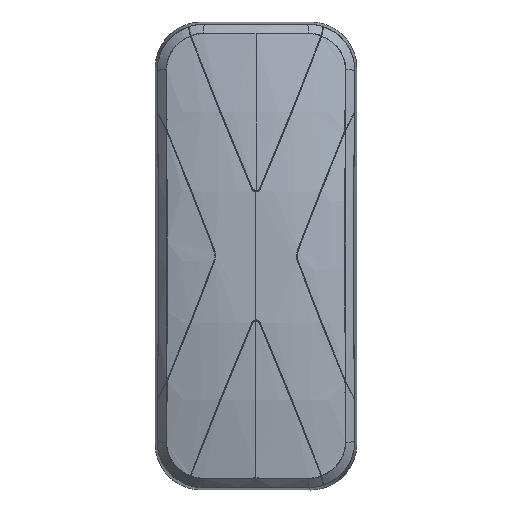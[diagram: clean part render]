
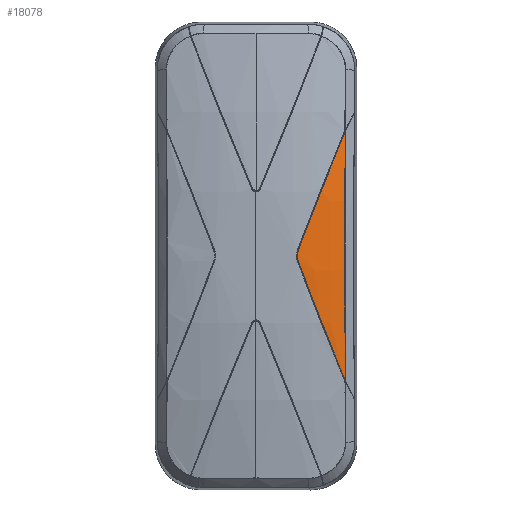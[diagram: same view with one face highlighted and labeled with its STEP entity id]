
A CAD part, top view. The second image highlights one B-rep face of the part: STEP entity #18078.
In plain terms, the highlighted toroidal (fillet/blend) face has major radius 465.589 mm and minor radius 622.923 mm.
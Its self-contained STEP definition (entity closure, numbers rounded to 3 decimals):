
#65 = CARTESIAN_POINT ( 'NONE',  ( 19.414, 2.221, 23.394 ) ) ;
#182 = CARTESIAN_POINT ( 'NONE',  ( 41.231, -57.504, 16.343 ) ) ;
#917 = B_SPLINE_CURVE_WITH_KNOTS ( 'NONE', 3,
 ( #182, #4765, #48729, #36294, #36114, #13962, #1507, #32242, #54111, #9939, #5880, #14132, #54300, #14497 ),
 .UNSPECIFIED., .F., .F.,
 ( 4, 1, 1, 1, 1, 1, 1, 2, 2, 4 ),
 ( 0., 0.25, 0.375, 0.437, 0.469, 0.484, 0.492, 0.496, 0.5, 1. ),
 .UNSPECIFIED. ) ;
#1507 = CARTESIAN_POINT ( 'NONE',  ( 30.59, -31.073, 20.807 ) ) ;
#1878 = EDGE_CURVE ( 'NONE', #49377, #34910, #36326, .T. ) ;
#2296 = DIRECTION ( 'NONE',  ( 0., -1., 0. ) ) ;
#4393 = CARTESIAN_POINT ( 'NONE',  ( 30.074, 29.766, 20.974 ) ) ;
#4765 = CARTESIAN_POINT ( 'NONE',  ( 39.392, -53.023, 17.283 ) ) ;
#4772 = ORIENTED_EDGE ( 'NONE', *, *, #1878, .T. ) ;
#4956 = CARTESIAN_POINT ( 'NONE',  ( 19.414, 2.221, 23.394 ) ) ;
#5880 = CARTESIAN_POINT ( 'NONE',  ( 30.215, -30.124, 20.929 ) ) ;
#6484 = CARTESIAN_POINT ( 'NONE',  ( 19.143, -1.508, 23.43 ) ) ;
#6653 = CARTESIAN_POINT ( 'NONE',  ( 19.047, 0.756, 23.442 ) ) ;
#8107 = CARTESIAN_POINT ( 'NONE',  ( 41.041, -28.939, 18.456 ) ) ;
#9356 = CARTESIAN_POINT ( 'NONE',  ( 37.552, 48.541, 18.223 ) ) ;
#9939 = CARTESIAN_POINT ( 'NONE',  ( 30.245, -30.198, 20.919 ) ) ;
#10525 = CARTESIAN_POINT ( 'NONE',  ( 19.005, -0.756, 23.448 ) ) ;
#10706 = CARTESIAN_POINT ( 'NONE',  ( 19.073, 0.943, 23.439 ) ) ;
#10723 = DIRECTION ( 'NONE',  ( 0., 0., 1. ) ) ;
#12324 = VERTEX_POINT ( 'NONE', #13459 ) ;
#12333 = CARTESIAN_POINT ( 'NONE',  ( 41.039, 28.638, 18.471 ) ) ;
#12535 = CARTESIAN_POINT ( 'NONE',  ( 41.069, -34.84, 18.136 ) ) ;
#12710 = CARTESIAN_POINT ( 'NONE',  ( 41.04, -28.862, 18.46 ) ) ;
#12895 = CARTESIAN_POINT ( 'NONE',  ( 41.038, 28.265, 18.489 ) ) ;
#13376 = CARTESIAN_POINT ( 'NONE',  ( 29.99, 29.552, 21.001 ) ) ;
#13459 = CARTESIAN_POINT ( 'NONE',  ( 41.231, -57.504, 16.343 ) ) ;
#13962 = CARTESIAN_POINT ( 'NONE',  ( 30.993, -32.092, 20.674 ) ) ;
#14132 = CARTESIAN_POINT ( 'NONE',  ( 26.579, -20.905, 22.097 ) ) ;
#14497 = CARTESIAN_POINT ( 'NONE',  ( 19.414, -2.221, 23.394 ) ) ;
#16943 = CARTESIAN_POINT ( 'NONE',  ( 40.976, 4.82, 19.17 ) ) ;
#17137 = CARTESIAN_POINT ( 'NONE',  ( 40.997, 16.828, 18.934 ) ) ;
#17344 = CARTESIAN_POINT ( 'NONE',  ( 41.231, 57.504, 16.343 ) ) ;
#18078 = ADVANCED_FACE ( 'NONE', ( #34493 ), #35141, .T. ) ;
#20246 = CARTESIAN_POINT ( 'NONE',  ( 41.231, -57.504, 16.343 ) ) ;
#21197 = CARTESIAN_POINT ( 'NONE',  ( 40.981, 9.631, 19.111 ) ) ;
#21391 = CARTESIAN_POINT ( 'NONE',  ( 41.022, 24.607, 18.656 ) ) ;
#22065 = CARTESIAN_POINT ( 'NONE',  ( 33.871, 39.391, 19.754 ) ) ;
#22447 = CARTESIAN_POINT ( 'NONE',  ( 27.033, 22.02, 21.878 ) ) ;
#22895 = EDGE_CURVE ( 'NONE', #49377, #32412, #42554, .T. ) ;
#23619 = CARTESIAN_POINT ( 'NONE',  ( 19.175, 1.498, 23.425 ) ) ;
#25251 = CARTESIAN_POINT ( 'NONE',  ( 41.104, -40.858, 17.751 ) ) ;
#25444 = CARTESIAN_POINT ( 'NONE',  ( 41.05, -30.91, 18.356 ) ) ;
#25648 = CARTESIAN_POINT ( 'NONE',  ( 41.004, 19.224, 18.86 ) ) ;
#25837 = CARTESIAN_POINT ( 'NONE',  ( 41.04, 28.711, 18.467 ) ) ;
#26123 = CARTESIAN_POINT ( 'NONE',  ( 29.793, 29.051, 21.063 ) ) ;
#26897 = CARTESIAN_POINT ( 'NONE',  ( 41.231, 57.504, 16.343 ) ) ;
#28041 = CARTESIAN_POINT ( 'NONE',  ( 19.005, 0.189, 23.448 ) ) ;
#28616 = CARTESIAN_POINT ( 'NONE',  ( 19.414, -2.221, 23.394 ) ) ;
#29694 = CARTESIAN_POINT ( 'NONE',  ( 41.147, 48.073, 17.274 ) ) ;
#29887 = CARTESIAN_POINT ( 'NONE',  ( 41.083, 38.498, 17.987 ) ) ;
#30454 = CARTESIAN_POINT ( 'NONE',  ( 40.998, -19.241, 18.933 ) ) ;
#31317 = CARTESIAN_POINT ( 'NONE',  ( 28.609, 26.043, 21.426 ) ) ;
#32242 = CARTESIAN_POINT ( 'NONE',  ( 30.389, -30.563, 20.873 ) ) ;
#32412 = VERTEX_POINT ( 'NONE', #38862 ) ;
#33528 = CARTESIAN_POINT ( 'NONE',  ( 41.189, -52.789, 16.809 ) ) ;
#34097 = CARTESIAN_POINT ( 'NONE',  ( 41.031, 26.698, 18.563 ) ) ;
#34493 = FACE_OUTER_BOUND ( 'NONE', #54748, .T. ) ;
#34695 = CARTESIAN_POINT ( 'NONE',  ( 41.041, -29.091, 18.449 ) ) ;
#34910 = VERTEX_POINT ( 'NONE', #49535 ) ;
#35141 = TOROIDAL_SURFACE ( 'NONE', #55996, -465.59, 622.924 ) ;
#35351 = CARTESIAN_POINT ( 'NONE',  ( 21.2, 6.924, 23.155 ) ) ;
#35530 = CARTESIAN_POINT ( 'NONE',  ( 30.131, 29.909, 20.956 ) ) ;
#35723 = CARTESIAN_POINT ( 'NONE',  ( 29.398, 28.049, 21.187 ) ) ;
#36114 = CARTESIAN_POINT ( 'NONE',  ( 31.799, -34.128, 20.401 ) ) ;
#36294 = CARTESIAN_POINT ( 'NONE',  ( 33.41, -38.182, 19.826 ) ) ;
#36326 = B_SPLINE_CURVE_WITH_KNOTS ( 'NONE', 3,
 ( #50271, #36862, #23619, #10706, #6653, #41270, #28041, #10525, #6484, #28616 ),
 .UNSPECIFIED., .F., .F.,
 ( 4, 2, 2, 2, 4 ),
 ( 0., 0.25, 0.375, 0.5, 1. ),
 .UNSPECIFIED. ) ;
#36862 = CARTESIAN_POINT ( 'NONE',  ( 19.277, 1.862, 23.412 ) ) ;
#38615 = ORIENTED_EDGE ( 'NONE', *, *, #49348, .T. ) ;
#38862 = CARTESIAN_POINT ( 'NONE',  ( 41.231, 57.504, 16.343 ) ) ;
#39054 = CARTESIAN_POINT ( 'NONE',  ( 40.976, -9.641, 19.17 ) ) ;
#39246 = CARTESIAN_POINT ( 'NONE',  ( 41.016, 22.814, 18.728 ) ) ;
#39758 = ORIENTED_EDGE ( 'NONE', *, *, #22895, .F. ) ;
#41270 = CARTESIAN_POINT ( 'NONE',  ( 19.013, 0.381, 23.447 ) ) ;
#42112 = ORIENTED_EDGE ( 'NONE', *, *, #53019, .F. ) ;
#42554 = B_SPLINE_CURVE_WITH_KNOTS ( 'NONE', 3,
 ( #4956, #35351, #56831, #22447, #31317, #35723, #26123, #13376, #4393, #35530, #48527, #22065, #9356, #26897 ),
 .UNSPECIFIED., .F., .F.,
 ( 4, 1, 1, 1, 1, 1, 1, 2, 2, 4 ),
 ( 0., 0.25, 0.375, 0.437, 0.469, 0.484, 0.492, 0.496, 0.5, 1. ),
 .UNSPECIFIED. ) ;
#42917 = CARTESIAN_POINT ( 'NONE',  ( 41.152, -48.038, 17.219 ) ) ;
#43505 = CARTESIAN_POINT ( 'NONE',  ( 41.089, -38.456, 17.913 ) ) ;
#43686 = CARTESIAN_POINT ( 'NONE',  ( 41.039, 28.489, 18.478 ) ) ;
#47492 = CARTESIAN_POINT ( 'NONE',  ( 41.045, -29.849, 18.411 ) ) ;
#48527 = CARTESIAN_POINT ( 'NONE',  ( 30.158, 29.979, 20.947 ) ) ;
#48729 = CARTESIAN_POINT ( 'NONE',  ( 36.632, -46.23, 18.562 ) ) ;
#49348 = EDGE_CURVE ( 'NONE', #12324, #32412, #53760, .T. ) ;
#49377 = VERTEX_POINT ( 'NONE', #65 ) ;
#49535 = CARTESIAN_POINT ( 'NONE',  ( 19.414, -2.221, 23.394 ) ) ;
#50096 = CARTESIAN_POINT ( 'NONE',  ( 0., 0., -132.734 ) ) ;
#50271 = CARTESIAN_POINT ( 'NONE',  ( 19.414, 2.221, 23.394 ) ) ;
#51756 = CARTESIAN_POINT ( 'NONE',  ( 41.06, -33.028, 18.242 ) ) ;
#53019 = EDGE_CURVE ( 'NONE', #12324, #34910, #917, .T. ) ;
#53760 = B_SPLINE_CURVE_WITH_KNOTS ( 'NONE', 3,
 ( #20246, #33528, #42917, #25251, #43505, #12535, #51756, #25444, #47492, #55977, #34695, #8107, #12710, #30454, #39054, #16943, #21197, #17137, #25648, #39246, #21391, #34097, #56155, #12895, #43686, #12333, #25837, #29887, #29694, #17344 ),
 .UNSPECIFIED., .F., .F.,
 ( 4, 2, 2, 1, 1, 1, 1, 2, 2, 2, 2, 2, 1, 1, 1, 1, 2, 2, 4 ),
 ( 0., 0.125, 0.188, 0.219, 0.234, 0.242, 0.246, 0.248, 0.25, 0.5, 0.625, 0.688, 0.719, 0.734, 0.742, 0.746, 0.748, 0.75, 1. ),
 .UNSPECIFIED. ) ;
#54111 = CARTESIAN_POINT ( 'NONE',  ( 30.302, -30.344, 20.901 ) ) ;
#54300 = CARTESIAN_POINT ( 'NONE',  ( 22.988, -11.628, 22.915 ) ) ;
#54748 = EDGE_LOOP ( 'NONE', ( #38615, #39758, #4772, #42112 ) ) ;
#55977 = CARTESIAN_POINT ( 'NONE',  ( 41.042, -29.318, 18.437 ) ) ;
#55996 = AXIS2_PLACEMENT_3D ( 'NONE', #50096, #2296, #10723 ) ;
#56155 = CARTESIAN_POINT ( 'NONE',  ( 41.035, 27.743, 18.514 ) ) ;
#56831 = CARTESIAN_POINT ( 'NONE',  ( 23.887, 13.931, 22.668 ) ) ;
